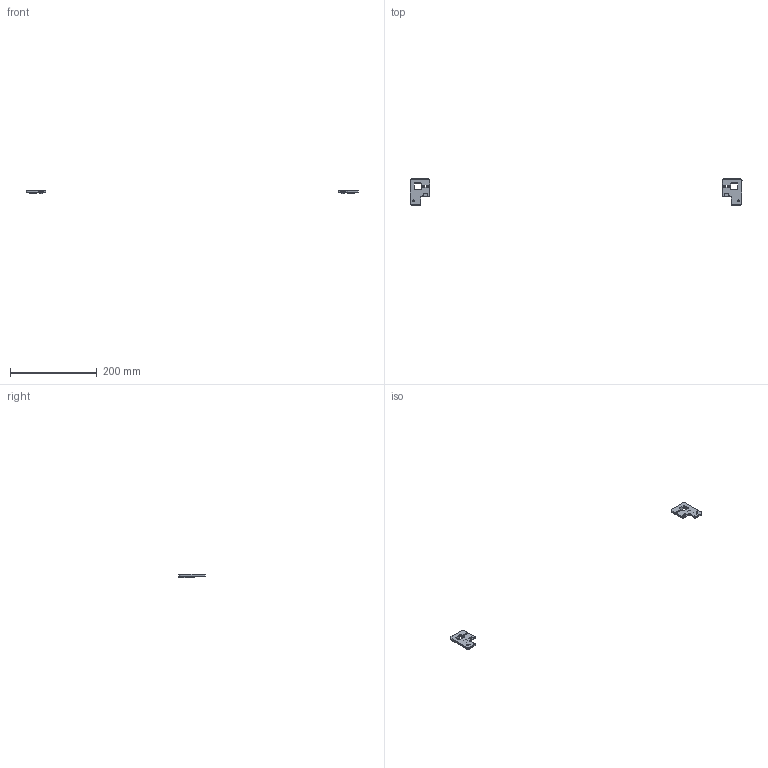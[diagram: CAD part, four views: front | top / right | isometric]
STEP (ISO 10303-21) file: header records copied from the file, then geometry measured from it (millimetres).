
FILE_DESCRIPTION(/* description */ ('STEP AP242','CAx-IF Rec.Pracs.---Representation and Presentation of Product Manufacturing Information (PMI)---4.0---2014-10-13','CAx-IF Rec.Pracs.---3D Tessellated Geometry---0.4---2014-09-14','2;1'),/* implementation_level */ '2;1');
FILE_NAME(/* name */ '63e0ff7157d2cb48785eed41',/* time_stamp */ '2023-02-06T13:24:02+00:00',/* author */ (''),/* organization */ (''),/* preprocessor_version */ 'ST-DEVELOPER v18.102',/* originating_system */ ' ',/* authorisation */ ' ');
FILE_SCHEMA (('AP242_MANAGED_MODEL_BASED_3D_ENGINEERING_MIM_LF { 1 0 10303 442 1 1 4 }'));
Length unit declared in the file: metre
Products named in the file (2): part A; part B
Bounding box: 765.92 x 61 x 8.4 mm (x, y, z)
Volume: 18138.6 mm3; surface area: 12202.3 mm2
Topology: 2 solids, 2 shells, 328 faces, 784 edges, 460 vertices
Faces by surface type: cylinder 134, plane 108, torus 36, cone 30, sphere 20
Full cylindrical faces by diameter (mm): 3.4 x2
Entity records: 9415 total; most frequent: DIRECTION 1736, CARTESIAN_POINT 1646, ORIENTED_EDGE 1556, EDGE_CURVE 778, AXIS2_PLACEMENT_3D 652, VERTEX_POINT 458, LINE 432, VECTOR 432
